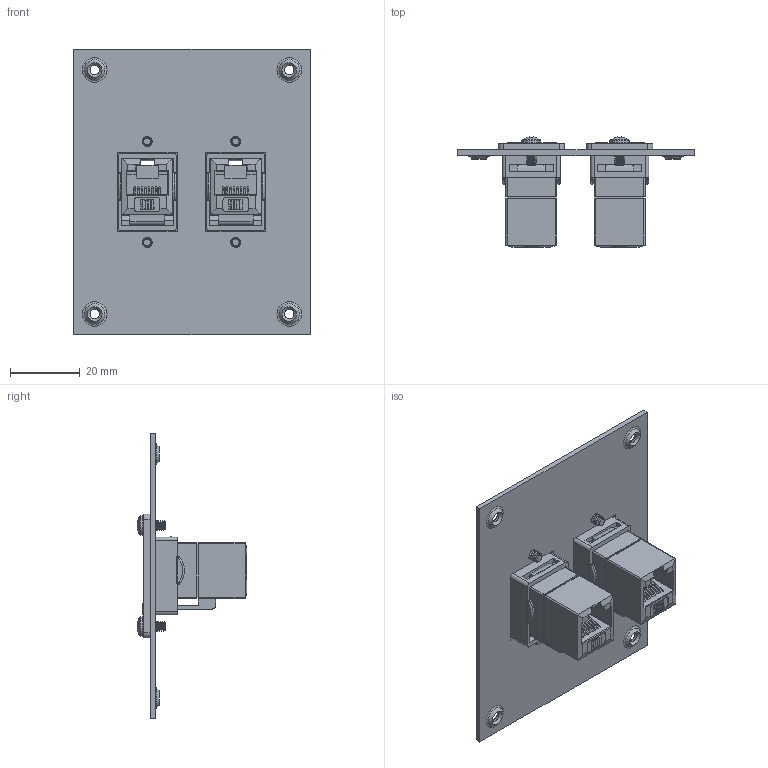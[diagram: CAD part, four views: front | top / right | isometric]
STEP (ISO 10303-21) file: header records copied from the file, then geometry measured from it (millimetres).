
FILE_DESCRIPTION (( 'STEP AP214' ), '1' );
FILE_NAME ('USP2ECF-C6A.STEP', '2018-04-25T13:00:58', ( '' ), ( '' ), 'SwSTEP 2.0', 'SolidWorks 2017', '' );
FILE_SCHEMA (( 'AUTOMOTIVE_DESIGN' ));
Length unit declared in the file: inch
Products named in the file (5): 91772A106_91772A106; TDG1026KC6A_no label; ECF-SK_with Global Connectivity logo; 1AR06-001; USP2ECF-C6A
Assembly tree (9 placements, depth 2):
  USP2ECF-C6A
    1AR06-001
    ECF-SK_with Global Connectivity logo  x2
    TDG1026KC6A_no label  x2
    91772A106_91772A106  x4
Bounding box: 68.07 x 31.59 x 82.04 mm (x, y, z)
Volume: 20502.2 mm3; surface area: 23427.5 mm2
Topology: 9 solids, 9 shells, 1032 faces, 2814 edges, 1848 vertices
Faces by surface type: plane 580, cylinder 228, bspline 160, cone 32, torus 20, sphere 12
Full cylindrical faces by diameter (mm): 2.261 x4, 2.705 x4, 3.175 x4, 5.563 x4
Entity records: 18259 total; most frequent: CARTESIAN_POINT 6587, ORIENTED_EDGE 2444, DIRECTION 1979, EDGE_CURVE 1222, LINE 831, VECTOR 831, VERTEX_POINT 828, EDGE_LOOP 608
